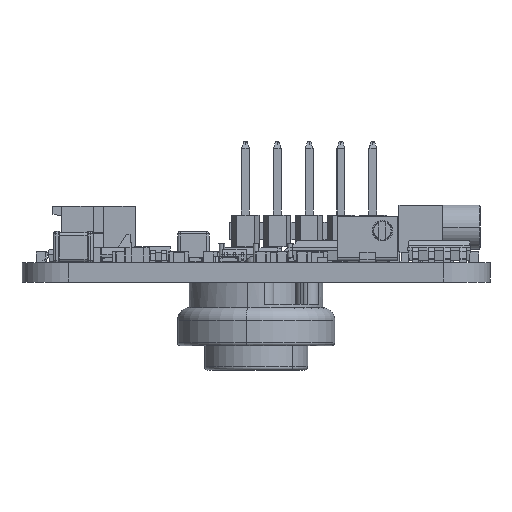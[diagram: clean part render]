
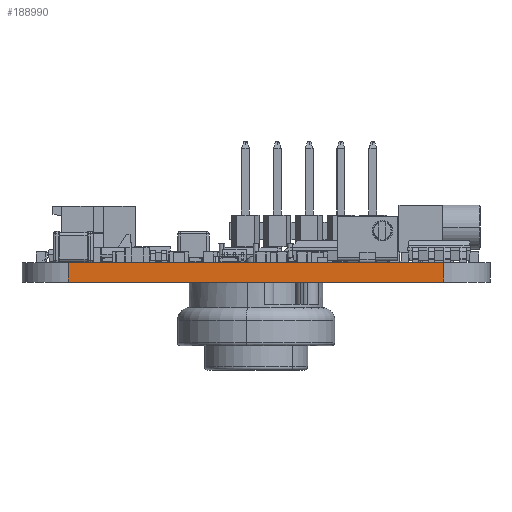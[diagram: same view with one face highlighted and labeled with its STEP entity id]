
A CAD part, left-side view. The second image highlights one B-rep face of the part: STEP entity #188990.
In plain terms, the highlighted planar face has unit normal (-1, 0, 0).
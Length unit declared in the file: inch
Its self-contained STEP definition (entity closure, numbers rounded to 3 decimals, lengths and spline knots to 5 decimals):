
#612 = VERTEX_POINT ( 'NONE', #49415 ) ;
#3145 = CARTESIAN_POINT ( 'NONE',  ( 0., 1.325, 0. ) ) ;
#11596 = DIRECTION ( 'NONE',  ( 0., 0., 1. ) ) ;
#11614 = PLANE ( 'NONE',  #188221 ) ;
#20024 = DIRECTION ( 'NONE',  ( 0., 0., 1. ) ) ;
#20707 = CARTESIAN_POINT ( 'NONE',  ( 0., 1.325, -0.0604 ) ) ;
#22638 = LINE ( 'NONE', #138773, #145027 ) ;
#27248 = CARTESIAN_POINT ( 'NONE',  ( 0., 0.145, -0.0604 ) ) ;
#27406 = CARTESIAN_POINT ( 'NONE',  ( 0., 0.145, -0.0604 ) ) ;
#34223 = DIRECTION ( 'NONE',  ( 0., 1., 0. ) ) ;
#47745 = CARTESIAN_POINT ( 'NONE',  ( 0., 0.145, -0.0604 ) ) ;
#49415 = CARTESIAN_POINT ( 'NONE',  ( 0., 0.145, 0. ) ) ;
#54731 = CARTESIAN_POINT ( 'NONE',  ( 0., 0.145, 0. ) ) ;
#62989 = VECTOR ( 'NONE', #34223, 39.37008 ) ;
#70487 = VERTEX_POINT ( 'NONE', #3145 ) ;
#75586 = ORIENTED_EDGE ( 'NONE', *, *, #169986, .T. ) ;
#86239 = EDGE_CURVE ( 'NONE', #186476, #169479, #138368, .T. ) ;
#88937 = DIRECTION ( 'NONE',  ( -1., 0., 0. ) ) ;
#95492 = EDGE_CURVE ( 'NONE', #169479, #70487, #173858, .T. ) ;
#105482 = FACE_OUTER_BOUND ( 'NONE', #184328, .T. ) ;
#108400 = EDGE_CURVE ( 'NONE', #612, #70487, #129071, .T. ) ;
#128509 = VECTOR ( 'NONE', #183802, 39.37008 ) ;
#129071 = LINE ( 'NONE', #54731, #62989 ) ;
#138368 = LINE ( 'NONE', #27248, #128509 ) ;
#138773 = CARTESIAN_POINT ( 'NONE',  ( 0., 0.145, -0.0604 ) ) ;
#145027 = VECTOR ( 'NONE', #11596, 39.37008 ) ;
#167600 = CARTESIAN_POINT ( 'NONE',  ( 0., 1.325, -0.0604 ) ) ;
#169479 = VERTEX_POINT ( 'NONE', #167600 ) ;
#169986 = EDGE_CURVE ( 'NONE', #186476, #612, #22638, .T. ) ;
#172420 = ORIENTED_EDGE ( 'NONE', *, *, #86239, .F. ) ;
#173858 = LINE ( 'NONE', #20707, #178811 ) ;
#178811 = VECTOR ( 'NONE', #20024, 39.37008 ) ;
#179993 = ORIENTED_EDGE ( 'NONE', *, *, #95492, .F. ) ;
#183802 = DIRECTION ( 'NONE',  ( 0., 1., 0. ) ) ;
#184328 = EDGE_LOOP ( 'NONE', ( #75586, #199594, #179993, #172420 ) ) ;
#186476 = VERTEX_POINT ( 'NONE', #47745 ) ;
#188221 = AXIS2_PLACEMENT_3D ( 'NONE', #27406, #88937, #198333 ) ;
#188990 = ADVANCED_FACE ( 'NONE', ( #105482 ), #11614, .T. ) ;
#198333 = DIRECTION ( 'NONE',  ( 0., 0., 1. ) ) ;
#199594 = ORIENTED_EDGE ( 'NONE', *, *, #108400, .T. ) ;
